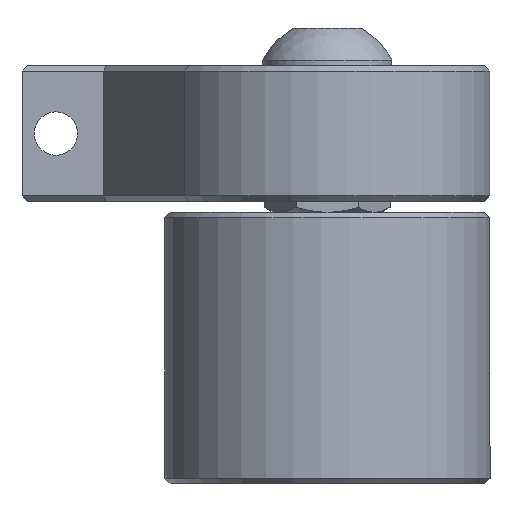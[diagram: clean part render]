
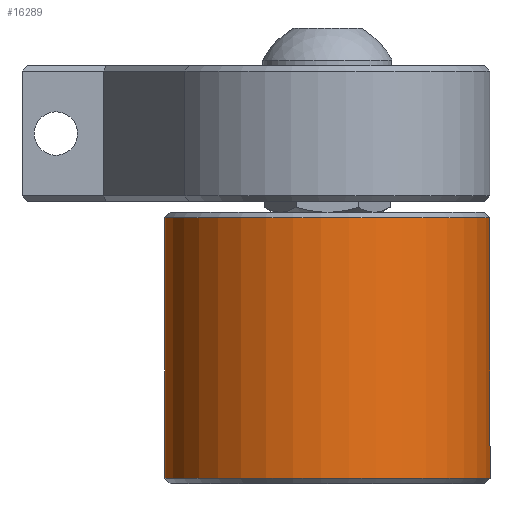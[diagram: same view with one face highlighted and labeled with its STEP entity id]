
A CAD part, left-side view. The second image highlights one B-rep face of the part: STEP entity #16289.
In plain terms, the highlighted cylindrical face has radius 12 mm (diameter 24 mm), a partial arc.
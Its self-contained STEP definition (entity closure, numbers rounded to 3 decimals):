
#11=ELLIPSE('',#17726,20.921,12.);
#12=ELLIPSE('',#17737,20.921,12.);
#2219=LINE('',#29738,#2892);
#2892=VECTOR('',#20531,10.);
#3316=CYLINDRICAL_SURFACE('',#17736,12.);
#3898=FACE_OUTER_BOUND('',#4936,.T.);
#4936=EDGE_LOOP('',(#12631,#12632,#12633,#12634,#12635));
#5921=CIRCLE('',#17730,12.);
#5923=CIRCLE('',#17738,12.);
#7095=VERTEX_POINT('',#29692);
#7096=VERTEX_POINT('',#29694);
#7098=VERTEX_POINT('',#29704);
#7106=VERTEX_POINT('',#29734);
#7107=VERTEX_POINT('',#29736);
#9106=EDGE_CURVE('',#7095,#7096,#11,.T.);
#9109=EDGE_CURVE('',#7098,#7096,#5921,.T.);
#9123=EDGE_CURVE('',#7106,#7095,#12,.T.);
#9124=EDGE_CURVE('',#7106,#7107,#5923,.T.);
#9125=EDGE_CURVE('',#7107,#7098,#2219,.T.);
#12631=ORIENTED_EDGE('',*,*,#9109,.T.);
#12632=ORIENTED_EDGE('',*,*,#9106,.F.);
#12633=ORIENTED_EDGE('',*,*,#9123,.F.);
#12634=ORIENTED_EDGE('',*,*,#9124,.T.);
#12635=ORIENTED_EDGE('',*,*,#9125,.T.);
#16289=ADVANCED_FACE('',(#3898),#3316,.T.);
#17726=AXIS2_PLACEMENT_3D('',#29695,#20493,#20494);
#17730=AXIS2_PLACEMENT_3D('',#29705,#20502,#20503);
#17736=AXIS2_PLACEMENT_3D('',#29733,#20525,#20526);
#17737=AXIS2_PLACEMENT_3D('',#29735,#20527,#20528);
#17738=AXIS2_PLACEMENT_3D('',#29737,#20529,#20530);
#20493=DIRECTION('center_axis',(0.,0.819,0.574));
#20494=DIRECTION('ref_axis',(0.,0.574,-0.819));
#20502=DIRECTION('center_axis',(0.,0.,1.));
#20503=DIRECTION('ref_axis',(-1.,0.,0.));
#20525=DIRECTION('center_axis',(0.,0.,1.));
#20526=DIRECTION('ref_axis',(-0.954,-0.3,0.));
#20527=DIRECTION('center_axis',(0.,0.819,
-0.574));
#20528=DIRECTION('ref_axis',(0.,0.574,0.819));
#20529=DIRECTION('center_axis',(0.,0.,-1.));
#20530=DIRECTION('ref_axis',(-1.,0.,0.));
#20531=DIRECTION('',(0.,0.,-1.));
#29692=CARTESIAN_POINT('',(9.366,-7.502,-36.));
#29694=CARTESIAN_POINT('',(11.975,-0.78,-45.6));
#29695=CARTESIAN_POINT('Origin',(0.,0.,-46.714));
#29704=CARTESIAN_POINT('',(9.367,7.5,-45.6));
#29705=CARTESIAN_POINT('Origin',(0.,0.,-45.6));
#29733=CARTESIAN_POINT('Origin',(0.,0.,-26.));
#29734=CARTESIAN_POINT('',(11.975,-0.78,-26.4));
#29735=CARTESIAN_POINT('Origin',(0.,0.,-25.286));
#29736=CARTESIAN_POINT('',(9.367,7.5,-26.4));
#29737=CARTESIAN_POINT('Origin',(0.,0.,-26.4));
#29738=CARTESIAN_POINT('',(9.367,7.5,-26.));
